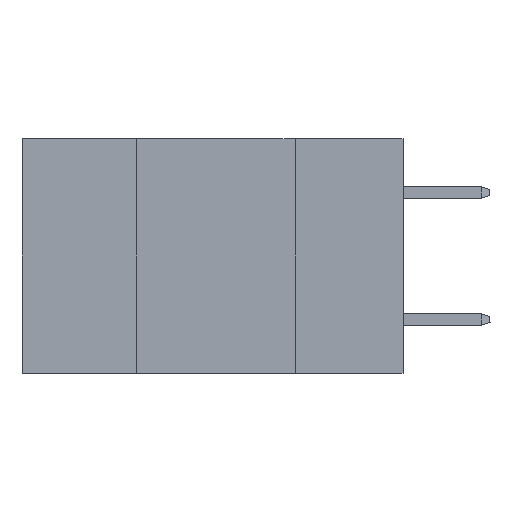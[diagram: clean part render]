
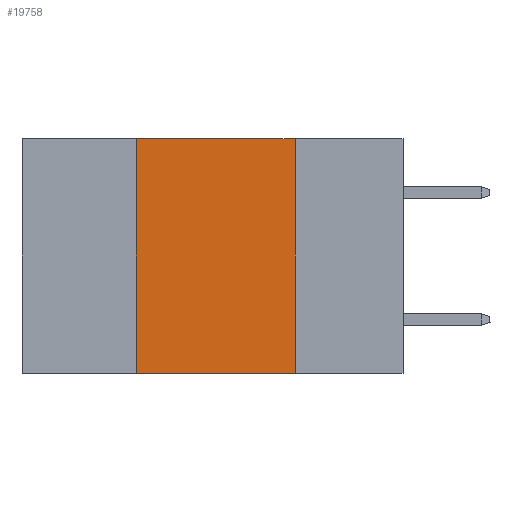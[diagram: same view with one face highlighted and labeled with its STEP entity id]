
A CAD part, left-side view. The second image highlights one B-rep face of the part: STEP entity #19758.
In plain terms, the highlighted planar face has unit normal (-1, 0, 0).
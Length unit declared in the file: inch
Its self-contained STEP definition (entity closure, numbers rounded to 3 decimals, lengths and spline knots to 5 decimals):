
#997 = CARTESIAN_POINT ( 'NONE',  ( 0., 0.6, 0. ) ) ;
#1365 = CARTESIAN_POINT ( 'NONE',  ( 0., 0.6, 0. ) ) ;
#1638 = EDGE_CURVE ( 'NONE', #4974, #7008, #13465, .T. ) ;
#2721 = CARTESIAN_POINT ( 'NONE',  ( 0., 0.6, -0.37 ) ) ;
#3426 = CARTESIAN_POINT ( 'NONE',  ( 0., 0.17, 0. ) ) ;
#4697 = DIRECTION ( 'NONE',  ( 0., -1., 0. ) ) ;
#4974 = VERTEX_POINT ( 'NONE', #26967 ) ;
#5686 = DIRECTION ( 'NONE',  ( 0., 0., -1. ) ) ;
#7008 = VERTEX_POINT ( 'NONE', #26338 ) ;
#7352 = DIRECTION ( 'NONE',  ( 0., -1., 0. ) ) ;
#7674 = LINE ( 'NONE', #3426, #13186 ) ;
#7883 = ORIENTED_EDGE ( 'NONE', *, *, #12662, .F. ) ;
#8889 = VECTOR ( 'NONE', #7352, 39.37008 ) ;
#10713 = EDGE_CURVE ( 'NONE', #4974, #13526, #15009, .T. ) ;
#12330 = DIRECTION ( 'NONE',  ( 0., 0., 1. ) ) ;
#12356 = ORIENTED_EDGE ( 'NONE', *, *, #21256, .F. ) ;
#12662 = EDGE_CURVE ( 'NONE', #16718, #7008, #7674, .T. ) ;
#12927 = VECTOR ( 'NONE', #4697, 39.37008 ) ;
#13186 = VECTOR ( 'NONE', #5686, 39.37008 ) ;
#13465 = LINE ( 'NONE', #2721, #12927 ) ;
#13526 = VERTEX_POINT ( 'NONE', #26336 ) ;
#15009 = LINE ( 'NONE', #25429, #27450 ) ;
#16118 = ORIENTED_EDGE ( 'NONE', *, *, #10713, .F. ) ;
#16718 = VERTEX_POINT ( 'NONE', #24494 ) ;
#18456 = FACE_OUTER_BOUND ( 'NONE', #26860, .T. ) ;
#18591 = DIRECTION ( 'NONE',  ( 1., 0., 0. ) ) ;
#19758 = ADVANCED_FACE ( 'NONE', ( #18456 ), #20716, .F. ) ;
#20716 = PLANE ( 'NONE',  #23204 ) ;
#21256 = EDGE_CURVE ( 'NONE', #13526, #16718, #26657, .T. ) ;
#23204 = AXIS2_PLACEMENT_3D ( 'NONE', #1365, #18591, #27292 ) ;
#24494 = CARTESIAN_POINT ( 'NONE',  ( 0., 0.17, 0. ) ) ;
#25429 = CARTESIAN_POINT ( 'NONE',  ( 0., 0.42, 0. ) ) ;
#26303 = ORIENTED_EDGE ( 'NONE', *, *, #1638, .T. ) ;
#26336 = CARTESIAN_POINT ( 'NONE',  ( 0., 0.42, 0. ) ) ;
#26338 = CARTESIAN_POINT ( 'NONE',  ( 0., 0.17, -0.37 ) ) ;
#26657 = LINE ( 'NONE', #997, #8889 ) ;
#26860 = EDGE_LOOP ( 'NONE', ( #7883, #12356, #16118, #26303 ) ) ;
#26967 = CARTESIAN_POINT ( 'NONE',  ( 0., 0.42, -0.37 ) ) ;
#27292 = DIRECTION ( 'NONE',  ( 0., 0., -1. ) ) ;
#27450 = VECTOR ( 'NONE', #12330, 39.37008 ) ;
